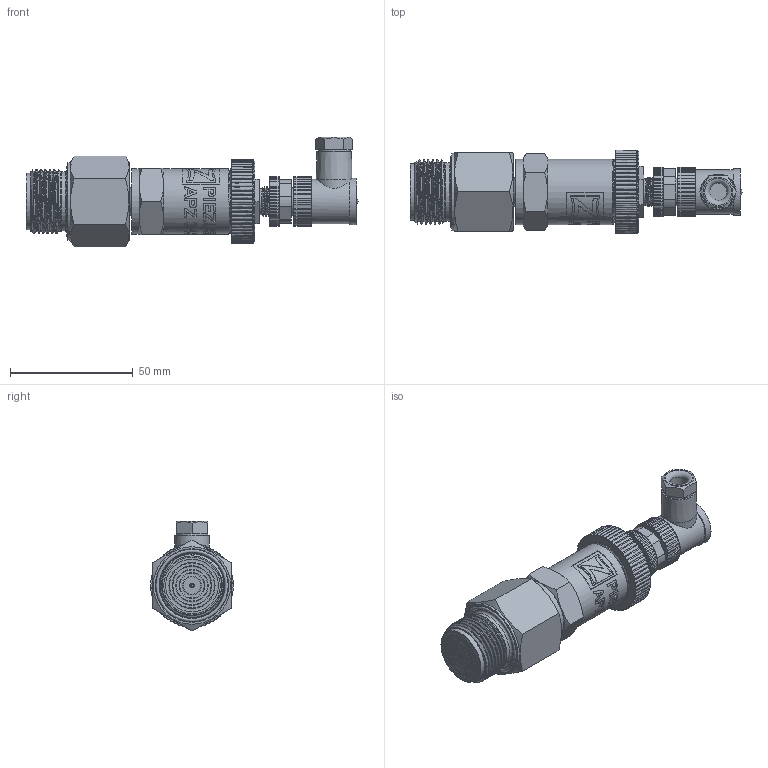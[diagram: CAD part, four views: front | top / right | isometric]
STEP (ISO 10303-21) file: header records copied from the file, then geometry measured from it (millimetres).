
FILE_DESCRIPTION(/* description */ (''),/* implementation_level */ '2;1');
FILE_NAME(/* name */ 'APZ3420m_G3''4DIN-flush_3.step',/* time_stamp */ '2021-07-06T15:17:54+03:00',/* author */ (''),/* organization */ (''),/* preprocessor_version */ 'ST-DEVELOPER v18.1',/* originating_system */ 'Autodesk Translation Framework v10.9.0.1377',/* authorisation */ '');
FILE_SCHEMA (('AUTOMOTIVE_DESIGN { 1 0 10303 214 3 1 1 }'));
Length unit declared in the file: millimetre
Products named in the file (7): АПЗ 3420м заполненная; G 1/4 EN; OMAL nut M27x1.5; Ш100.000.002; M12x1 male; M12x1 female angular; G3'4DIN diaphragm 23 v5
Assembly tree (5 placements, depth 2):
  АПЗ 3420м заполненная
    G 1/4 EN
    OMAL nut M27x1.5
    Ш100.000.002
    M12x1 male
    M12x1 female angular
  G3'4DIN diaphragm 23 v5
Bounding box: 135.07 x 34 x 44.68 mm (x, y, z)
Volume: 73913.1 mm3; surface area: 27539.2 mm2
Topology: 19 solids, 19 shells, 1108 faces, 3048 edges, 2039 vertices
Faces by surface type: bspline 493, cylinder 357, plane 200, cone 37, torus 20, sphere 1
Full cylindrical faces by diameter (mm): 1 x12, 1.5 x4, 2 x1, 3.3 x1, 4 x1, 5 x2, 5.1 x1, 7 x1, 8 x2, 8.2 x1, 9.471 x2, 9.5 x2, 10.6 x2, 10.741 x6, 11 x1, 11.035 x4, 11.156 x1, 11.445 x4, 11.884 x5, 12.152 x4, 13 x1, 13.157 x9, 14 x1, 14.137 x4, 14.526 x3, 15.85 x3, 16.203 x3, 18 x1, 19 x1, 21.4 x2
Entity records: 69951 total; most frequent: CARTESIAN_POINT 45292, ORIENTED_EDGE 6094, DIRECTION 3479, EDGE_CURVE 3047, VERTEX_POINT 2039, B_SPLINE_CURVE_WITH_KNOTS 1353, AXIS2_PLACEMENT_3D 1260, EDGE_LOOP 1190
